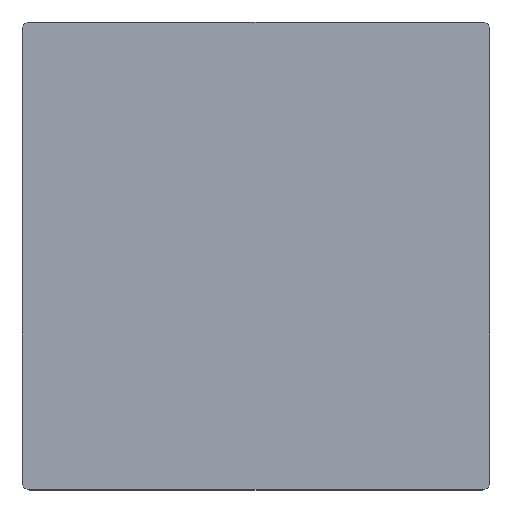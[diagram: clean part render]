
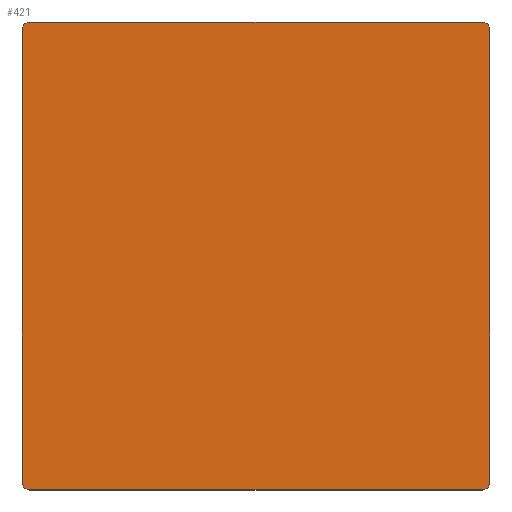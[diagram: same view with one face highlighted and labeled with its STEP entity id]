
A CAD part, top view. The second image highlights one B-rep face of the part: STEP entity #421.
In plain terms, the highlighted planar face has unit normal (0, 0, 1).
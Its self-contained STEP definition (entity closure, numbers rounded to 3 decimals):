
#156 = VERTEX_POINT('',#157);
#157 = CARTESIAN_POINT('',(-6.,-5.8,1.525));
#163 = EDGE_CURVE('',#156,#164,#166,.T.);
#164 = VERTEX_POINT('',#165);
#165 = CARTESIAN_POINT('',(-6.,5.8,1.525));
#166 = LINE('',#167,#168);
#167 = CARTESIAN_POINT('',(-6.,-5.8,1.525));
#168 = VECTOR('',#169,1.);
#169 = DIRECTION('',(0.,1.,0.));
#194 = EDGE_CURVE('',#164,#195,#197,.T.);
#195 = VERTEX_POINT('',#196);
#196 = CARTESIAN_POINT('',(-5.8,6.,1.525));
#197 = CIRCLE('',#198,0.201);
#198 = AXIS2_PLACEMENT_3D('',#199,#200,#201);
#199 = CARTESIAN_POINT('',(-5.799,5.799,1.525));
#200 = DIRECTION('',(0.,0.,-1.));
#201 = DIRECTION('',(-1.,0.007,0.));
#227 = EDGE_CURVE('',#195,#228,#230,.T.);
#228 = VERTEX_POINT('',#229);
#229 = CARTESIAN_POINT('',(5.8,6.,1.525));
#230 = LINE('',#231,#232);
#231 = CARTESIAN_POINT('',(-5.8,6.,1.525));
#232 = VECTOR('',#233,1.);
#233 = DIRECTION('',(1.,0.,0.));
#258 = EDGE_CURVE('',#228,#259,#261,.T.);
#259 = VERTEX_POINT('',#260);
#260 = CARTESIAN_POINT('',(6.,5.8,1.525));
#261 = CIRCLE('',#262,0.201);
#262 = AXIS2_PLACEMENT_3D('',#263,#264,#265);
#263 = CARTESIAN_POINT('',(5.799,5.799,1.525));
#264 = DIRECTION('',(0.,0.,-1.));
#265 = DIRECTION('',(0.007,1.,0.));
#291 = EDGE_CURVE('',#259,#292,#294,.T.);
#292 = VERTEX_POINT('',#293);
#293 = CARTESIAN_POINT('',(6.,-5.8,1.525));
#294 = LINE('',#295,#296);
#295 = CARTESIAN_POINT('',(6.,5.8,1.525));
#296 = VECTOR('',#297,1.);
#297 = DIRECTION('',(0.,-1.,0.));
#322 = EDGE_CURVE('',#292,#323,#325,.T.);
#323 = VERTEX_POINT('',#324);
#324 = CARTESIAN_POINT('',(5.8,-6.,1.525));
#325 = CIRCLE('',#326,0.201);
#326 = AXIS2_PLACEMENT_3D('',#327,#328,#329);
#327 = CARTESIAN_POINT('',(5.799,-5.799,1.525));
#328 = DIRECTION('',(0.,0.,-1.));
#329 = DIRECTION('',(1.,-0.007,0.));
#355 = EDGE_CURVE('',#323,#356,#358,.T.);
#356 = VERTEX_POINT('',#357);
#357 = CARTESIAN_POINT('',(-5.8,-6.,1.525));
#358 = LINE('',#359,#360);
#359 = CARTESIAN_POINT('',(5.8,-6.,1.525));
#360 = VECTOR('',#361,1.);
#361 = DIRECTION('',(-1.,0.,0.));
#386 = EDGE_CURVE('',#356,#156,#387,.T.);
#387 = CIRCLE('',#388,0.201);
#388 = AXIS2_PLACEMENT_3D('',#389,#390,#391);
#389 = CARTESIAN_POINT('',(-5.799,-5.799,1.525));
#390 = DIRECTION('',(0.,0.,-1.));
#391 = DIRECTION('',(-0.007,-1.,-0.));
#421 = ADVANCED_FACE('',(#422),#432,.F.);
#422 = FACE_BOUND('',#423,.F.);
#423 = EDGE_LOOP('',(#424,#425,#426,#427,#428,#429,#430,#431));
#424 = ORIENTED_EDGE('',*,*,#163,.T.);
#425 = ORIENTED_EDGE('',*,*,#194,.T.);
#426 = ORIENTED_EDGE('',*,*,#227,.T.);
#427 = ORIENTED_EDGE('',*,*,#258,.T.);
#428 = ORIENTED_EDGE('',*,*,#291,.T.);
#429 = ORIENTED_EDGE('',*,*,#322,.T.);
#430 = ORIENTED_EDGE('',*,*,#355,.T.);
#431 = ORIENTED_EDGE('',*,*,#386,.T.);
#432 = PLANE('',#433);
#433 = AXIS2_PLACEMENT_3D('',#434,#435,#436);
#434 = CARTESIAN_POINT('',(0.,0.,
    1.525));
#435 = DIRECTION('',(-0.,-0.,-1.));
#436 = DIRECTION('',(-1.,0.,0.));
